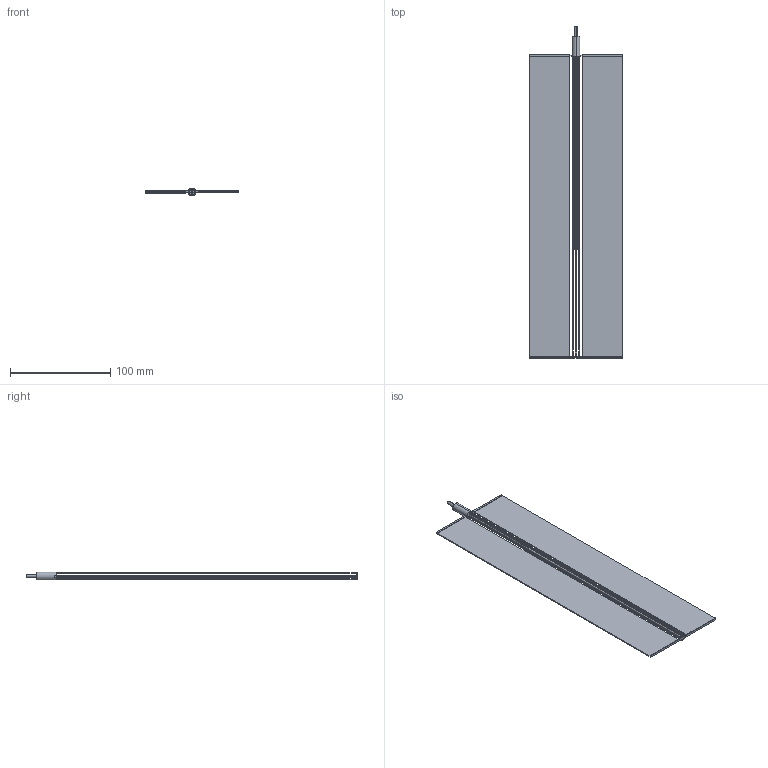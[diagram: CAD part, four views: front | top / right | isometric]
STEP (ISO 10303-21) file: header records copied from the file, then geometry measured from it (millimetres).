
FILE_DESCRIPTION (( 'STEP AP203' ), '1' );
FILE_NAME ('photovoltaic arrays.par_Défaut_sldprt.STEP', '2024-03-20T04:11:29', ( '' ), ( '' ), 'SwSTEP 2.0', 'SolidWorks 2022', '' );
FILE_SCHEMA (( 'CONFIG_CONTROL_DESIGN' ));
Length unit declared in the file: millimetre
Products named in the file (1): photovoltaic arrays.par_Défaut_sldprt
Bounding box: 92 x 331.48 x 7.9 mm (x, y, z)
Volume: 27109.1 mm3; surface area: 56505 mm2
Topology: 1 solids, 1 shells, 62 faces, 192 edges, 128 vertices
Faces by surface type: plane 50, cylinder 12
Entity records: 2247 total; most frequent: ORIENTED_EDGE 384, CARTESIAN_POINT 383, DIRECTION 368, EDGE_CURVE 192, LINE 142, VECTOR 142, VERTEX_POINT 128, AXIS2_PLACEMENT_3D 113
